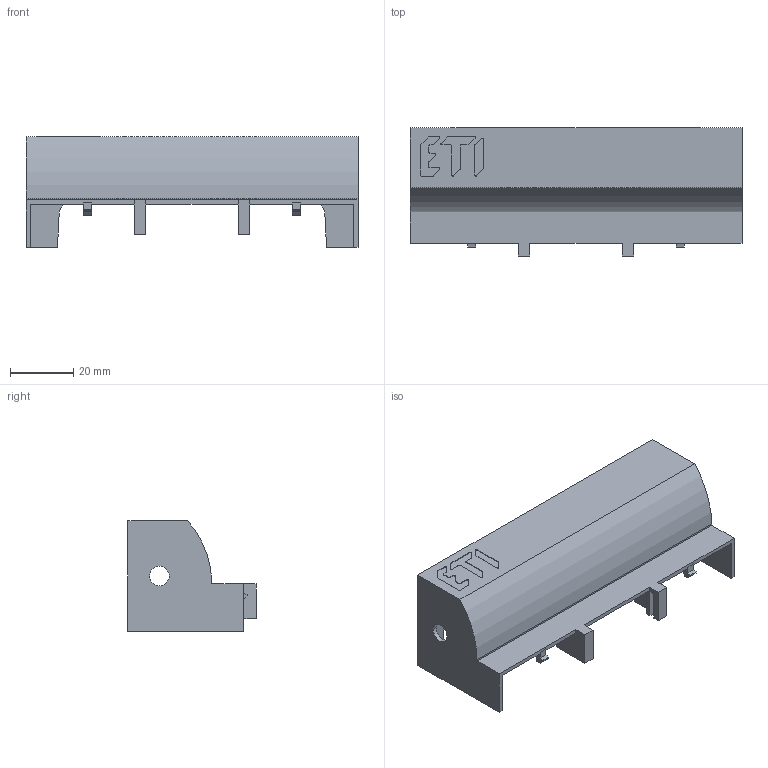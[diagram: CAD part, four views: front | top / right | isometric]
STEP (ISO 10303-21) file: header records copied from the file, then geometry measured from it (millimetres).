
FILE_DESCRIPTION((''),'2;1');
FILE_NAME('HAA-KETO-00-3_70-90_OU_340_ASM','2021-04-16T',('marketing.praksa'),('Audax d.o.o.'),'CREO PARAMETRIC BY PTC INC, 2017480','CREO PARAMETRIC BY PTC INC, 2017480','');
FILE_SCHEMA(('AUTOMOTIVE_DESIGN { 1 0 10303 214 1 1 1 1 }'));
Products named in the file (3): PRT0131; PRT8782; HAA-KETO-00-3_70-90_OU_340_ASM
Assembly tree (2 placements, depth 2):
  HAA-KETO-00-3_70-90_OU_340_ASM
    PRT0131
    PRT8782
Bounding box: 105 x 40.5 x 35 mm (x, y, z)
Volume: 12862.4 mm3; surface area: 20577.7 mm2
Topology: 4 solids, 4 shells, 173 faces, 487 edges, 325 vertices
Faces by surface type: plane 117, cylinder 56
Entity records: 8576 total; most frequent: CARTESIAN_POINT 1000, ORIENTED_EDGE 974, DIRECTION 956, PRESENTATION_STYLE_ASSIGNMENT 664, STYLED_ITEM 664, CURVE_STYLE 487, EDGE_CURVE 487, VECTOR 372
